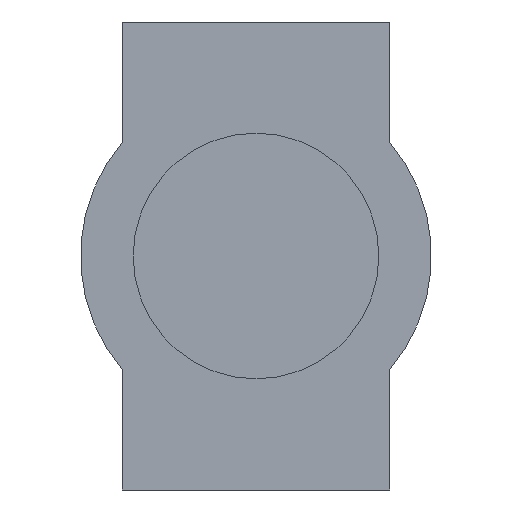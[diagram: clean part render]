
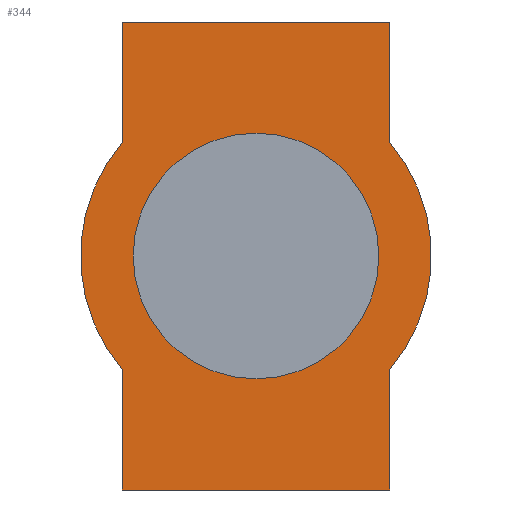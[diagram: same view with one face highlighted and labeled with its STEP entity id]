
A CAD part, left-side view. The second image highlights one B-rep face of the part: STEP entity #344.
In plain terms, the highlighted planar face has unit normal (-1, 0, 0).
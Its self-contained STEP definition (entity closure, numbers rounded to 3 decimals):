
#8 = CARTESIAN_POINT ( 'NONE',  ( -11.811, 2.286, 1.943 ) ) ;
#156 = DIRECTION ( 'NONE',  ( 0., 0., -1. ) ) ;
#158 = CARTESIAN_POINT ( 'NONE',  ( -11.811, 2.286, -1.943 ) ) ;
#159 = DIRECTION ( 'NONE',  ( 1., 0., 0. ) ) ;
#164 = CARTESIAN_POINT ( 'NONE',  ( -11.811, 0., 0. ) ) ;
#187 = CARTESIAN_POINT ( 'NONE',  ( -11.811, 2.286, -4. ) ) ;
#190 = DIRECTION ( 'NONE',  ( 0., 0., -1. ) ) ;
#191 = DIRECTION ( 'NONE',  ( 1., 0., 0. ) ) ;
#192 = CARTESIAN_POINT ( 'NONE',  ( -11.811, 0., 0. ) ) ;
#193 = DIRECTION ( 'NONE',  ( 0., -1., 0. ) ) ;
#210 = ORIENTED_EDGE ( 'NONE', *, *, #634, .F. ) ;
#212 = ORIENTED_EDGE ( 'NONE', *, *, #628, .F. ) ;
#213 = ORIENTED_EDGE ( 'NONE', *, *, #625, .F. ) ;
#217 = CARTESIAN_POINT ( 'NONE',  ( -11.811, 2.286, -4. ) ) ;
#225 = CARTESIAN_POINT ( 'NONE',  ( -11.811, 2.286, -4. ) ) ;
#229 = DIRECTION ( 'NONE',  ( 0., -1., 0. ) ) ;
#246 = DIRECTION ( 'NONE',  ( 0., 0., 1. ) ) ;
#265 = DIRECTION ( 'NONE',  ( 0., 0., -1. ) ) ;
#267 = DIRECTION ( 'NONE',  ( 1., 0., 0. ) ) ;
#273 = CARTESIAN_POINT ( 'NONE',  ( -11.811, 0., 0. ) ) ;
#277 = DIRECTION ( 'NONE',  ( 0., 0., 1. ) ) ;
#283 = CARTESIAN_POINT ( 'NONE',  ( -11.811, -2.286, -4. ) ) ;
#284 = CARTESIAN_POINT ( 'NONE',  ( -11.811, 2.286, 4. ) ) ;
#293 = DIRECTION ( 'NONE',  ( 0., 0., 1. ) ) ;
#306 = DIRECTION ( 'NONE',  ( 0., 0., 1. ) ) ;
#344 = ADVANCED_FACE ( 'NONE', ( #541, #533 ), #813, .F. ) ;
#349 = CARTESIAN_POINT ( 'NONE',  ( -11.811, 2.286, -4. ) ) ;
#350 = VECTOR ( 'NONE', #193, 1000. ) ;
#356 = CIRCLE ( 'NONE', #442, 2.1 ) ;
#358 = VECTOR ( 'NONE', #246, 1000. ) ;
#361 = CARTESIAN_POINT ( 'NONE',  ( -11.811, -2.286, -4. ) ) ;
#363 = LINE ( 'NONE', #187, #350 ) ;
#364 = LINE ( 'NONE', #217, #358 ) ;
#371 = VECTOR ( 'NONE', #229, 1000. ) ;
#374 = LINE ( 'NONE', #284, #371 ) ;
#377 = LINE ( 'NONE', #225, #397 ) ;
#381 = VECTOR ( 'NONE', #277, 1000. ) ;
#383 = LINE ( 'NONE', #283, #381 ) ;
#386 = VECTOR ( 'NONE', #293, 1000. ) ;
#390 = LINE ( 'NONE', #361, #386 ) ;
#393 = CIRCLE ( 'NONE', #448, 3. ) ;
#397 = VECTOR ( 'NONE', #306, 1000. ) ;
#417 = CIRCLE ( 'NONE', #443, 3. ) ;
#423 = CIRCLE ( 'NONE', #453, 2.1 ) ;
#442 = AXIS2_PLACEMENT_3D ( 'NONE', #164, #159, #156 ) ;
#443 = AXIS2_PLACEMENT_3D ( 'NONE', #192, #191, #190 ) ;
#448 = AXIS2_PLACEMENT_3D ( 'NONE', #273, #267, #265 ) ;
#453 = AXIS2_PLACEMENT_3D ( 'NONE', #513, #505, #489 ) ;
#466 = CARTESIAN_POINT ( 'NONE',  ( -11.811, -2.286, -4. ) ) ;
#489 = DIRECTION ( 'NONE',  ( 0., 0., -1. ) ) ;
#505 = DIRECTION ( 'NONE',  ( 1., 0., 0. ) ) ;
#513 = CARTESIAN_POINT ( 'NONE',  ( -11.811, 0., 0. ) ) ;
#533 = FACE_BOUND ( 'NONE', #719, .T. ) ;
#541 = FACE_OUTER_BOUND ( 'NONE', #766, .T. ) ;
#547 = AXIS2_PLACEMENT_3D ( 'NONE', #830, #917, #779 ) ;
#588 = ORIENTED_EDGE ( 'NONE', *, *, #611, .T. ) ;
#589 = EDGE_CURVE ( 'NONE', #858, #854, #423, .T. ) ;
#591 = ORIENTED_EDGE ( 'NONE', *, *, #618, .F. ) ;
#592 = ORIENTED_EDGE ( 'NONE', *, *, #621, .T. ) ;
#594 = ORIENTED_EDGE ( 'NONE', *, *, #624, .F. ) ;
#598 = ORIENTED_EDGE ( 'NONE', *, *, #641, .T. ) ;
#599 = ORIENTED_EDGE ( 'NONE', *, *, #589, .T. ) ;
#601 = ORIENTED_EDGE ( 'NONE', *, *, #646, .T. ) ;
#609 = VERTEX_POINT ( 'NONE', #349 ) ;
#611 = EDGE_CURVE ( 'NONE', #883, #828, #390, .T. ) ;
#618 = EDGE_CURVE ( 'NONE', #844, #828, #393, .T. ) ;
#621 = EDGE_CURVE ( 'NONE', #844, #839, #383, .T. ) ;
#624 = EDGE_CURVE ( 'NONE', #838, #839, #374, .T. ) ;
#625 = EDGE_CURVE ( 'NONE', #826, #838, #377, .T. ) ;
#628 = EDGE_CURVE ( 'NONE', #780, #826, #417, .T. ) ;
#632 = CARTESIAN_POINT ( 'NONE',  ( -11.811, 0., 2.1 ) ) ;
#634 = EDGE_CURVE ( 'NONE', #609, #780, #364, .T. ) ;
#637 = CARTESIAN_POINT ( 'NONE',  ( -11.811, 0., -2.1 ) ) ;
#641 = EDGE_CURVE ( 'NONE', #609, #883, #363, .T. ) ;
#646 = EDGE_CURVE ( 'NONE', #854, #858, #356, .T. ) ;
#705 = CARTESIAN_POINT ( 'NONE',  ( -11.811, -2.286, 1.943 ) ) ;
#719 = EDGE_LOOP ( 'NONE', ( #599, #601 ) ) ;
#766 = EDGE_LOOP ( 'NONE', ( #588, #591, #592, #594, #213, #212, #210, #598 ) ) ;
#779 = DIRECTION ( 'NONE',  ( 0., 0., -1. ) ) ;
#780 = VERTEX_POINT ( 'NONE', #158 ) ;
#804 = CARTESIAN_POINT ( 'NONE',  ( -11.811, -2.286, 4. ) ) ;
#813 = PLANE ( 'NONE',  #547 ) ;
#826 = VERTEX_POINT ( 'NONE', #8 ) ;
#828 = VERTEX_POINT ( 'NONE', #902 ) ;
#830 = CARTESIAN_POINT ( 'NONE',  ( -11.811, 2.286, -4. ) ) ;
#838 = VERTEX_POINT ( 'NONE', #914 ) ;
#839 = VERTEX_POINT ( 'NONE', #804 ) ;
#844 = VERTEX_POINT ( 'NONE', #705 ) ;
#854 = VERTEX_POINT ( 'NONE', #637 ) ;
#858 = VERTEX_POINT ( 'NONE', #632 ) ;
#883 = VERTEX_POINT ( 'NONE', #466 ) ;
#902 = CARTESIAN_POINT ( 'NONE',  ( -11.811, -2.286, -1.943 ) ) ;
#914 = CARTESIAN_POINT ( 'NONE',  ( -11.811, 2.286, 4. ) ) ;
#917 = DIRECTION ( 'NONE',  ( 1., 0., 0. ) ) ;
